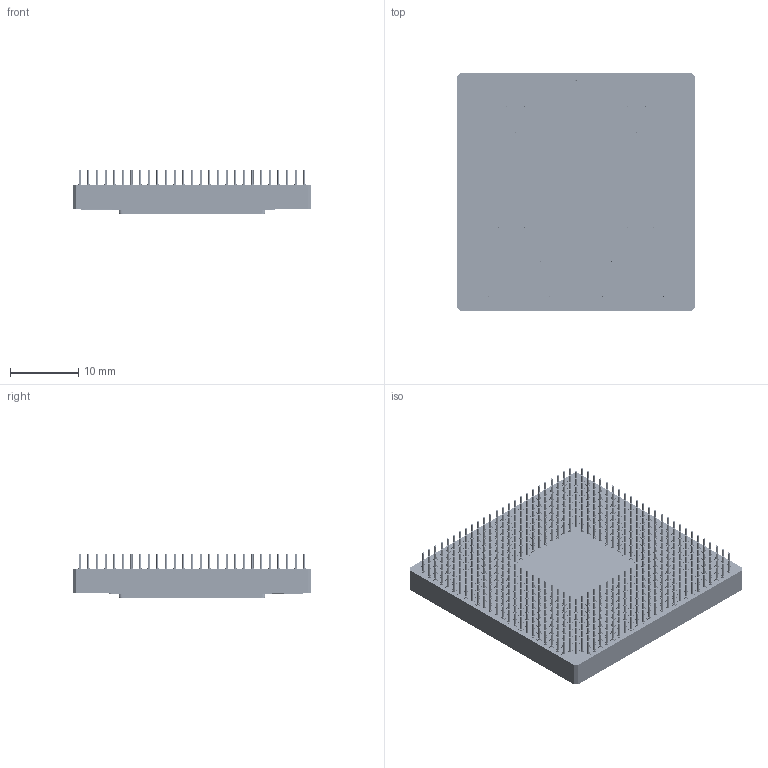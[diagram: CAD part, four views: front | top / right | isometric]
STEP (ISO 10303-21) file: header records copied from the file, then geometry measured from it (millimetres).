
FILE_DESCRIPTION(('STEP AP242'), '1');
FILE_NAME('1906ﾂﾌ01ﾀ6', '', ('UNSPECIFIED'), ('UNSPECIFIED'), 'C3D Converter', 'C3D Toolkit', '');
FILE_SCHEMA(('AP242_MANAGED_MODEL_BASED_3D_ENGINEERING_MIM_LF { 1 0 10303 442 1 1 4 }'));
Length unit declared in the file: millimetre
Bounding box: 35 x 35 x 6.43 mm (x, y, z)
Volume: 4741.3 mm3; surface area: 4352.5 mm2
Topology: 1 solids, 1 shells, 3911 faces, 6234 edges, 4156 vertices
Faces by surface type: plane 1919, cylinder 1833, extrusion 159
Full cylindrical faces by diameter (mm): 0.3 x602, 0.4 x602, 0.45 x1, 0.84 x603
Entity records: 113175 total; most frequent: DIRECTION 15439, CARTESIAN_POINT 13448, ORIENTED_EDGE 8852, EDGE_LOOP 7550, AXIS2_PLACEMENT_3D 7419, EDGE_CURVE 4426, VERTEX_POINT 4156, FACE_BOUND 3934
